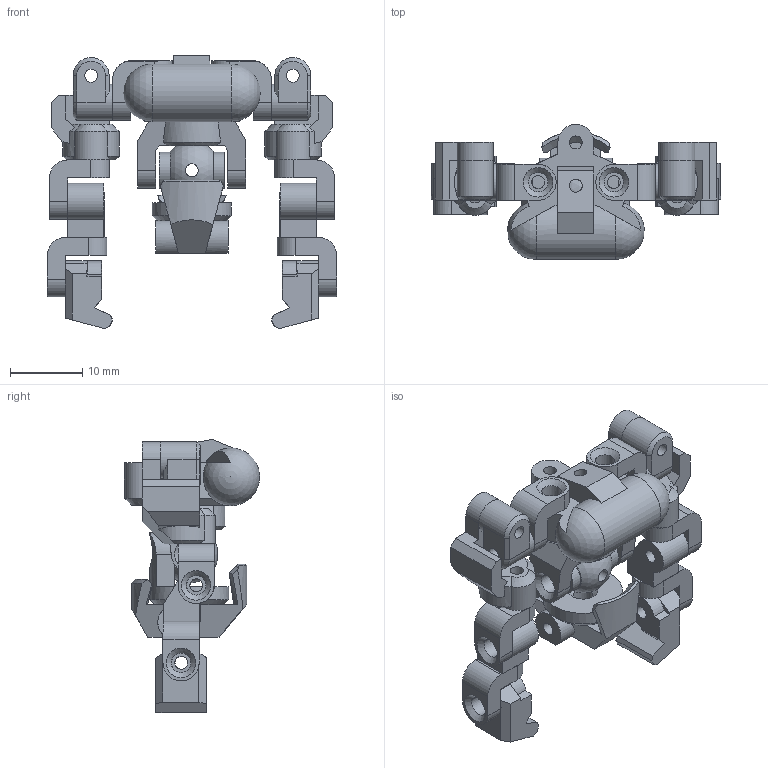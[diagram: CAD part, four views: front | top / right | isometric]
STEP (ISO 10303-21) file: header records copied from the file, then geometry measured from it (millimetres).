
FILE_DESCRIPTION(/* description */ (''),/* implementation_level */ '2;1');
FILE_NAME(/* name */ '70mmBigEye v5.step',/* time_stamp */ '2021-08-04T20:38:49+09:00',/* author */ (''),/* organization */ (''),/* preprocessor_version */ 'ST-DEVELOPER v18.1',/* originating_system */ 'Autodesk Translation Framework v10.9.0.1377',/* authorisation */ '');
FILE_SCHEMA (('AUTOMOTIVE_DESIGN { 1 0 10303 214 3 1 1 }'));
Length unit declared in the file: millimetre
Products named in the file (4): 70mmBigEye; body; Arm; ArmR
Assembly tree (3 placements, depth 2):
  70mmBigEye
    body
    Arm
    ArmR
Bounding box: 40.14 x 18.75 x 37.91 mm (x, y, z)
Volume: 5650.3 mm3; surface area: 6703.7 mm2
Topology: 19 solids, 19 shells, 352 faces, 920 edges, 601 vertices
Faces by surface type: plane 195, cylinder 99, cone 41, bspline 14, sphere 3
Full cylindrical faces by diameter (mm): 1.5 x2, 1.8 x20, 2.7 x19, 5 x4, 11 x1
Entity records: 11615 total; most frequent: CARTESIAN_POINT 2662, ORIENTED_EDGE 1836, DIRECTION 1806, EDGE_CURVE 918, AXIS2_PLACEMENT_3D 636, VERTEX_POINT 601, LINE 534, VECTOR 534
